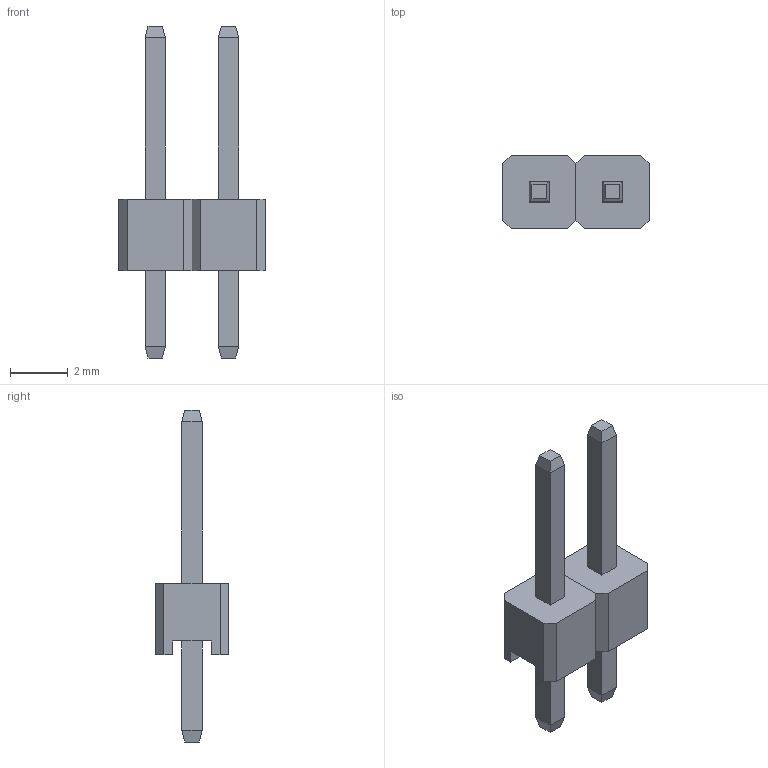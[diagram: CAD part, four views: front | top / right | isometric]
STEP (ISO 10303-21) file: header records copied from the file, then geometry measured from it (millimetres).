
FILE_DESCRIPTION (( 'STEP AP214' ), '1' );
FILE_NAME ('HDR2.54-M-LI-1X2P.step', '2022-07-02T13:30:25', ( '' ), ( '' ), 'SwSTEP 2.0', 'SolidWorks 2020', '' );
FILE_SCHEMA (( 'AUTOMOTIVE_DESIGN' ));
Length unit declared in the file: millimetre
Products named in the file (1): HDR2.54-M-LI-1X2P
Bounding box: 5.09 x 2.54 x 11.5 mm (x, y, z)
Volume: 36.9 mm3; surface area: 126 mm2
Topology: 2 solids, 2 shells, 406 faces, 1079 edges, 714 vertices
Faces by surface type: plane 280, bspline 126
Entity records: 18825 total; most frequent: CARTESIAN_POINT 5102, ORIENTED_EDGE 2158, DIRECTION 1385, EDGE_CURVE 1079, VECTOR 823, LINE 823, VERTEX_POINT 714, EDGE_LOOP 443
